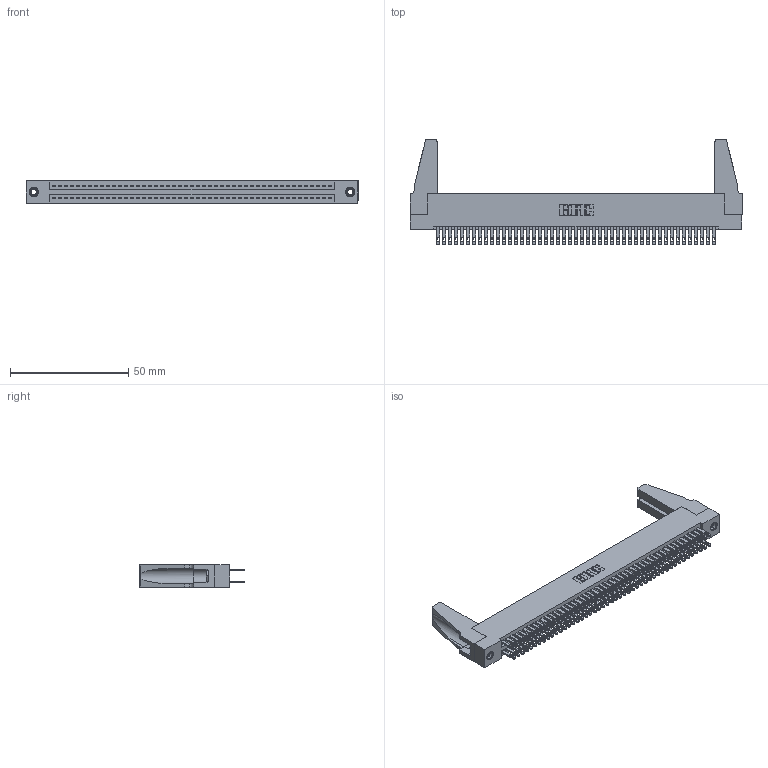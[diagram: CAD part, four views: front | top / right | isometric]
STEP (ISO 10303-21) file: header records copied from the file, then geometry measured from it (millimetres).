
FILE_DESCRIPTION (( 'STEP AP203' ), '1' );
FILE_NAME ('345-094-500-288.STEP', '2019-11-01T21:57:48', ( '' ), ( '' ), 'SwSTEP 2.0', 'SolidWorks 2016', '' );
FILE_SCHEMA (( 'CONFIG_CONTROL_DESIGN' ));
Length unit declared in the file: inch
Products named in the file (5): 345-292-001_345-293-100; 345-094-500-288; 345 Part_Flush Mounting Lugs - 0.156 Dia-TH; 345-250-001_345-250-001-102; 345-220-078_345-220-088
Assembly tree (99 placements, depth 2):
  345-094-500-288
    345 Part_Flush Mounting Lugs - 0.156 Dia-TH
    345-292-001_345-293-100  x94
    345-250-001_345-250-001-102  x2
    345-220-078_345-220-088  x2
Bounding box: 140.61 x 44.37 x 9.4 mm (x, y, z)
Volume: 17245.5 mm3; surface area: 24861.8 mm2
Topology: 99 solids, 99 shells, 4574 faces, 13909 edges, 9262 vertices
Faces by surface type: plane 2690, cylinder 1868, cone 12, torus 4
Entity records: 38282 total; most frequent: CARTESIAN_POINT 6406, ORIENTED_EDGE 6300, DIRECTION 5650, EDGE_CURVE 3150, VECTOR 2784, LINE 2784, VERTEX_POINT 2094, AXIS2_PLACEMENT_3D 1433
